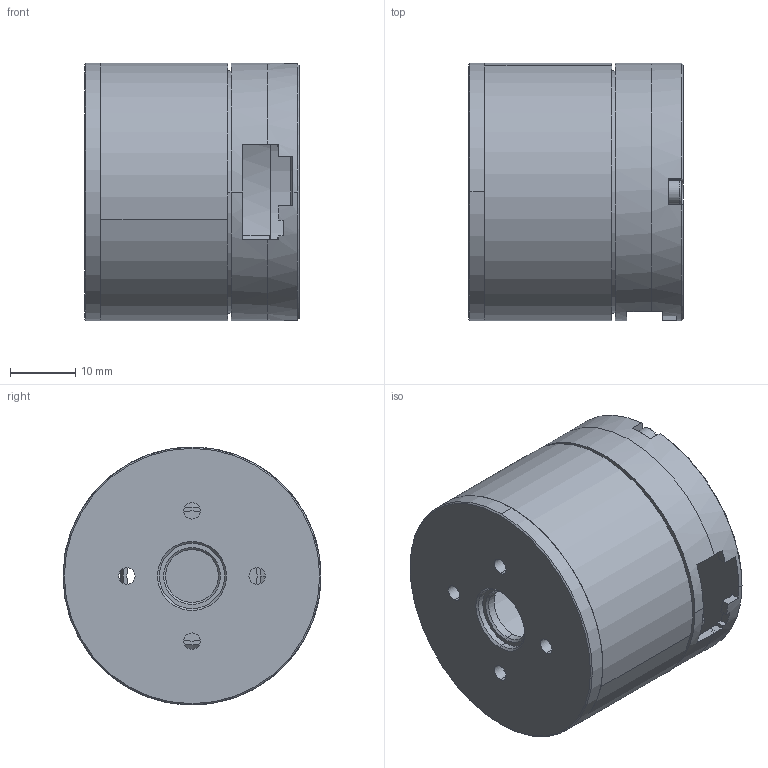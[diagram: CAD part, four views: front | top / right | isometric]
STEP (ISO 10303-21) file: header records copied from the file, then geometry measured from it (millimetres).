
FILE_DESCRIPTION (( 'STEP AP214' ), '1' );
FILE_NAME ('RMD-L-4015.STEP', '2019-11-14T01:15:25', ( '' ), ( '' ), 'SwSTEP 2.0', 'SolidWorks 2012', '' );
FILE_SCHEMA (( 'AUTOMOTIVE_DESIGN' ));
Length unit declared in the file: millimetre
Products named in the file (1): RMD-L-4015
Bounding box: 33 x 39.6 x 39.6 mm (x, y, z)
Volume: 9940.1 mm3; surface area: 16422.8 mm2
Topology: 8 solids, 10 shells, 310 faces, 775 edges, 491 vertices
Faces by surface type: cylinder 137, plane 117, cone 48, torus 4, bspline 2, sphere 2
Entity records: 12853 total; most frequent: CARTESIAN_POINT 1729, DIRECTION 1712, ORIENTED_EDGE 1510, EDGE_CURVE 755, AXIS2_PLACEMENT_3D 686, VERTEX_POINT 491, CIRCLE 377, EDGE_LOOP 366
